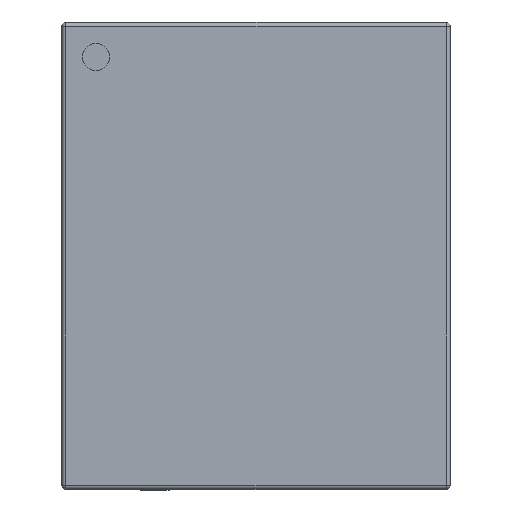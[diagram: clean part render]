
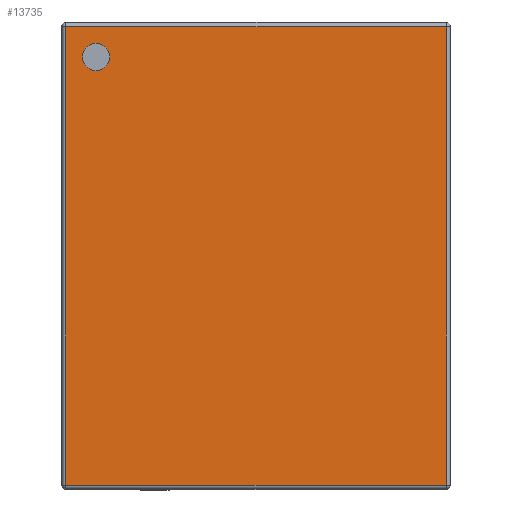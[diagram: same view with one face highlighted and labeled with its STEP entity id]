
A CAD part, top view. The second image highlights one B-rep face of the part: STEP entity #13735.
In plain terms, the highlighted planar face has unit normal (0, 0, 1).
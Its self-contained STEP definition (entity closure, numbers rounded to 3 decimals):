
#3332 = CYLINDRICAL_SURFACE('',#3333,0.05);
#3333 = AXIS2_PLACEMENT_3D('',#3334,#3335,#3336);
#3334 = CARTESIAN_POINT('',(-2.99,2.44,0.83));
#3335 = DIRECTION('',(1.,0.,0.));
#3336 = DIRECTION('',(0.,1.,0.));
#11628 = VERTEX_POINT('',#11629);
#11629 = CARTESIAN_POINT('',(-2.94,2.44,0.88));
#11651 = EDGE_CURVE('',#11628,#11652,#11654,.T.);
#11652 = VERTEX_POINT('',#11653);
#11653 = CARTESIAN_POINT('',(2.94,2.44,0.88));
#11654 = SURFACE_CURVE('',#11655,(#11659,#11666),.PCURVE_S1.);
#11655 = LINE('',#11656,#11657);
#11656 = CARTESIAN_POINT('',(-2.99,2.44,0.88));
#11657 = VECTOR('',#11658,1.);
#11658 = DIRECTION('',(1.,0.,0.));
#11659 = PCURVE('',#3332,#11660);
#11660 = DEFINITIONAL_REPRESENTATION('',(#11661),#11665);
#11661 = LINE('',#11662,#11663);
#11662 = CARTESIAN_POINT('',(1.571,0.));
#11663 = VECTOR('',#11664,1.);
#11664 = DIRECTION('',(0.,1.));
#11665 = ( GEOMETRIC_REPRESENTATION_CONTEXT(2) 
PARAMETRIC_REPRESENTATION_CONTEXT() REPRESENTATION_CONTEXT('2D SPACE',''
  ) );
#11666 = PCURVE('',#11667,#11672);
#11667 = PLANE('',#11668);
#11668 = AXIS2_PLACEMENT_3D('',#11669,#11670,#11671);
#11669 = CARTESIAN_POINT('',(-2.99,-2.49,0.88));
#11670 = DIRECTION('',(0.,0.,1.));
#11671 = DIRECTION('',(1.,0.,0.));
#11672 = DEFINITIONAL_REPRESENTATION('',(#11673),#11677);
#11673 = LINE('',#11674,#11675);
#11674 = CARTESIAN_POINT('',(0.,4.93));
#11675 = VECTOR('',#11676,1.);
#11676 = DIRECTION('',(1.,0.));
#11677 = ( GEOMETRIC_REPRESENTATION_CONTEXT(2) 
PARAMETRIC_REPRESENTATION_CONTEXT() REPRESENTATION_CONTEXT('2D SPACE',''
  ) );
#12070 = CYLINDRICAL_SURFACE('',#12071,0.05);
#12071 = AXIS2_PLACEMENT_3D('',#12072,#12073,#12074);
#12072 = CARTESIAN_POINT('',(-2.94,-2.44,0.83));
#12073 = DIRECTION('',(0.,1.,0.));
#12074 = DIRECTION('',(-1.,0.,0.));
#12211 = CYLINDRICAL_SURFACE('',#12212,0.05);
#12212 = AXIS2_PLACEMENT_3D('',#12213,#12214,#12215);
#12213 = CARTESIAN_POINT('',(-2.99,-2.44,0.83));
#12214 = DIRECTION('',(1.,0.,0.));
#12215 = DIRECTION('',(0.,-1.,0.));
#13083 = CYLINDRICAL_SURFACE('',#13084,0.05);
#13084 = AXIS2_PLACEMENT_3D('',#13085,#13086,#13087);
#13085 = CARTESIAN_POINT('',(2.94,2.44,0.83));
#13086 = DIRECTION('',(-0.,-1.,-0.));
#13087 = DIRECTION('',(0.,0.,1.));
#13735 = ADVANCED_FACE('',(#13736,#13806),#11667,.T.);
#13736 = FACE_BOUND('',#13737,.T.);
#13737 = EDGE_LOOP('',(#13738,#13763,#13784,#13785));
#13738 = ORIENTED_EDGE('',*,*,#13739,.T.);
#13739 = EDGE_CURVE('',#13740,#13742,#13744,.T.);
#13740 = VERTEX_POINT('',#13741);
#13741 = CARTESIAN_POINT('',(-2.94,-2.44,0.88));
#13742 = VERTEX_POINT('',#13743);
#13743 = CARTESIAN_POINT('',(2.94,-2.44,0.88));
#13744 = SURFACE_CURVE('',#13745,(#13749,#13756),.PCURVE_S1.);
#13745 = LINE('',#13746,#13747);
#13746 = CARTESIAN_POINT('',(-2.99,-2.44,0.88));
#13747 = VECTOR('',#13748,1.);
#13748 = DIRECTION('',(1.,0.,0.));
#13749 = PCURVE('',#11667,#13750);
#13750 = DEFINITIONAL_REPRESENTATION('',(#13751),#13755);
#13751 = LINE('',#13752,#13753);
#13752 = CARTESIAN_POINT('',(0.,0.05));
#13753 = VECTOR('',#13754,1.);
#13754 = DIRECTION('',(1.,0.));
#13755 = ( GEOMETRIC_REPRESENTATION_CONTEXT(2) 
PARAMETRIC_REPRESENTATION_CONTEXT() REPRESENTATION_CONTEXT('2D SPACE',''
  ) );
#13756 = PCURVE('',#12211,#13757);
#13757 = DEFINITIONAL_REPRESENTATION('',(#13758),#13762);
#13758 = LINE('',#13759,#13760);
#13759 = CARTESIAN_POINT('',(-1.571,0.));
#13760 = VECTOR('',#13761,1.);
#13761 = DIRECTION('',(-0.,1.));
#13762 = ( GEOMETRIC_REPRESENTATION_CONTEXT(2) 
PARAMETRIC_REPRESENTATION_CONTEXT() REPRESENTATION_CONTEXT('2D SPACE',''
  ) );
#13763 = ORIENTED_EDGE('',*,*,#13764,.F.);
#13764 = EDGE_CURVE('',#11652,#13742,#13765,.T.);
#13765 = SURFACE_CURVE('',#13766,(#13770,#13777),.PCURVE_S1.);
#13766 = LINE('',#13767,#13768);
#13767 = CARTESIAN_POINT('',(2.94,2.44,0.88));
#13768 = VECTOR('',#13769,1.);
#13769 = DIRECTION('',(-0.,-1.,-0.));
#13770 = PCURVE('',#11667,#13771);
#13771 = DEFINITIONAL_REPRESENTATION('',(#13772),#13776);
#13772 = LINE('',#13773,#13774);
#13773 = CARTESIAN_POINT('',(5.93,4.93));
#13774 = VECTOR('',#13775,1.);
#13775 = DIRECTION('',(-0.,-1.));
#13776 = ( GEOMETRIC_REPRESENTATION_CONTEXT(2) 
PARAMETRIC_REPRESENTATION_CONTEXT() REPRESENTATION_CONTEXT('2D SPACE',''
  ) );
#13777 = PCURVE('',#13083,#13778);
#13778 = DEFINITIONAL_REPRESENTATION('',(#13779),#13783);
#13779 = LINE('',#13780,#13781);
#13780 = CARTESIAN_POINT('',(-0.,0.));
#13781 = VECTOR('',#13782,1.);
#13782 = DIRECTION('',(-0.,1.));
#13783 = ( GEOMETRIC_REPRESENTATION_CONTEXT(2) 
PARAMETRIC_REPRESENTATION_CONTEXT() REPRESENTATION_CONTEXT('2D SPACE',''
  ) );
#13784 = ORIENTED_EDGE('',*,*,#11651,.F.);
#13785 = ORIENTED_EDGE('',*,*,#13786,.F.);
#13786 = EDGE_CURVE('',#13740,#11628,#13787,.T.);
#13787 = SURFACE_CURVE('',#13788,(#13792,#13799),.PCURVE_S1.);
#13788 = LINE('',#13789,#13790);
#13789 = CARTESIAN_POINT('',(-2.94,-2.44,0.88));
#13790 = VECTOR('',#13791,1.);
#13791 = DIRECTION('',(0.,1.,0.));
#13792 = PCURVE('',#11667,#13793);
#13793 = DEFINITIONAL_REPRESENTATION('',(#13794),#13798);
#13794 = LINE('',#13795,#13796);
#13795 = CARTESIAN_POINT('',(0.05,0.05));
#13796 = VECTOR('',#13797,1.);
#13797 = DIRECTION('',(0.,1.));
#13798 = ( GEOMETRIC_REPRESENTATION_CONTEXT(2) 
PARAMETRIC_REPRESENTATION_CONTEXT() REPRESENTATION_CONTEXT('2D SPACE',''
  ) );
#13799 = PCURVE('',#12070,#13800);
#13800 = DEFINITIONAL_REPRESENTATION('',(#13801),#13805);
#13801 = LINE('',#13802,#13803);
#13802 = CARTESIAN_POINT('',(1.571,0.));
#13803 = VECTOR('',#13804,1.);
#13804 = DIRECTION('',(0.,1.));
#13805 = ( GEOMETRIC_REPRESENTATION_CONTEXT(2) 
PARAMETRIC_REPRESENTATION_CONTEXT() REPRESENTATION_CONTEXT('2D SPACE',''
  ) );
#13806 = FACE_BOUND('',#13807,.T.);
#13807 = EDGE_LOOP('',(#13808));
#13808 = ORIENTED_EDGE('',*,*,#13809,.F.);
#13809 = EDGE_CURVE('',#13810,#13810,#13812,.T.);
#13810 = VERTEX_POINT('',#13811);
#13811 = CARTESIAN_POINT('',(-2.375,-2.05,0.88));
#13812 = SURFACE_CURVE('',#13813,(#13818,#13825),.PCURVE_S1.);
#13813 = CIRCLE('',#13814,0.175);
#13814 = AXIS2_PLACEMENT_3D('',#13815,#13816,#13817);
#13815 = CARTESIAN_POINT('',(-2.55,-2.05,0.88));
#13816 = DIRECTION('',(0.,0.,1.));
#13817 = DIRECTION('',(1.,0.,0.));
#13818 = PCURVE('',#11667,#13819);
#13819 = DEFINITIONAL_REPRESENTATION('',(#13820),#13824);
#13820 = CIRCLE('',#13821,0.175);
#13821 = AXIS2_PLACEMENT_2D('',#13822,#13823);
#13822 = CARTESIAN_POINT('',(0.44,0.44));
#13823 = DIRECTION('',(1.,0.));
#13824 = ( GEOMETRIC_REPRESENTATION_CONTEXT(2) 
PARAMETRIC_REPRESENTATION_CONTEXT() REPRESENTATION_CONTEXT('2D SPACE',''
  ) );
#13825 = PCURVE('',#13826,#13831);
#13826 = CYLINDRICAL_SURFACE('',#13827,0.175);
#13827 = AXIS2_PLACEMENT_3D('',#13828,#13829,#13830);
#13828 = CARTESIAN_POINT('',(-2.55,-2.05,0.88));
#13829 = DIRECTION('',(-0.,-0.,-1.));
#13830 = DIRECTION('',(1.,0.,0.));
#13831 = DEFINITIONAL_REPRESENTATION('',(#13832),#13836);
#13832 = LINE('',#13833,#13834);
#13833 = CARTESIAN_POINT('',(-0.,0.));
#13834 = VECTOR('',#13835,1.);
#13835 = DIRECTION('',(-1.,0.));
#13836 = ( GEOMETRIC_REPRESENTATION_CONTEXT(2) 
PARAMETRIC_REPRESENTATION_CONTEXT() REPRESENTATION_CONTEXT('2D SPACE',''
  ) );
